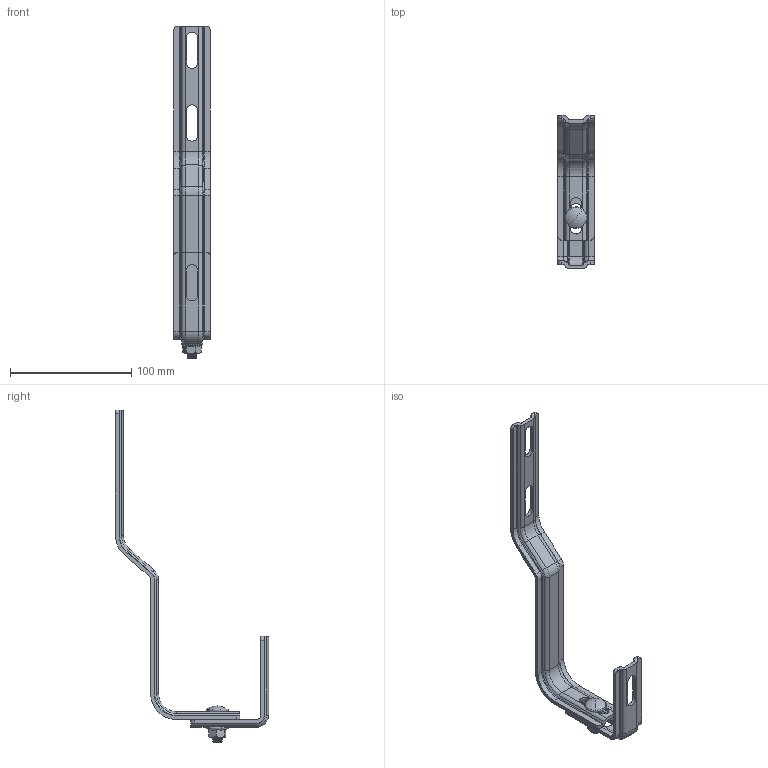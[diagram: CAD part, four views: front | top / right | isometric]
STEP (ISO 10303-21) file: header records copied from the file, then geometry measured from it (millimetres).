
FILE_DESCRIPTION (( 'STEP AP203' ), '1' );
FILE_NAME ('084.106.182.STEP', '2015-05-20T10:13:36', ( '' ), ( '' ), 'SwSTEP 2.0', 'SolidWorks 2012', '' );
FILE_SCHEMA (( 'CONFIG_CONTROL_DESIGN' ));
Length unit declared in the file: millimetre
Products named in the file (1): 084.106.182
Bounding box: 30 x 126.2 x 273.5 mm (x, y, z)
Volume: 43989.7 mm3; surface area: 33946.6 mm2
Topology: 4 solids, 4 shells, 423 faces, 1010 edges, 588 vertices
Faces by surface type: cylinder 147, cone 127, plane 92, torus 41, bspline 14, sphere 2
Entity records: 12587 total; most frequent: CARTESIAN_POINT 2616, DIRECTION 2236, ORIENTED_EDGE 2004, EDGE_CURVE 1002, AXIS2_PLACEMENT_3D 884, VERTEX_POINT 588, CIRCLE 474, LINE 468
